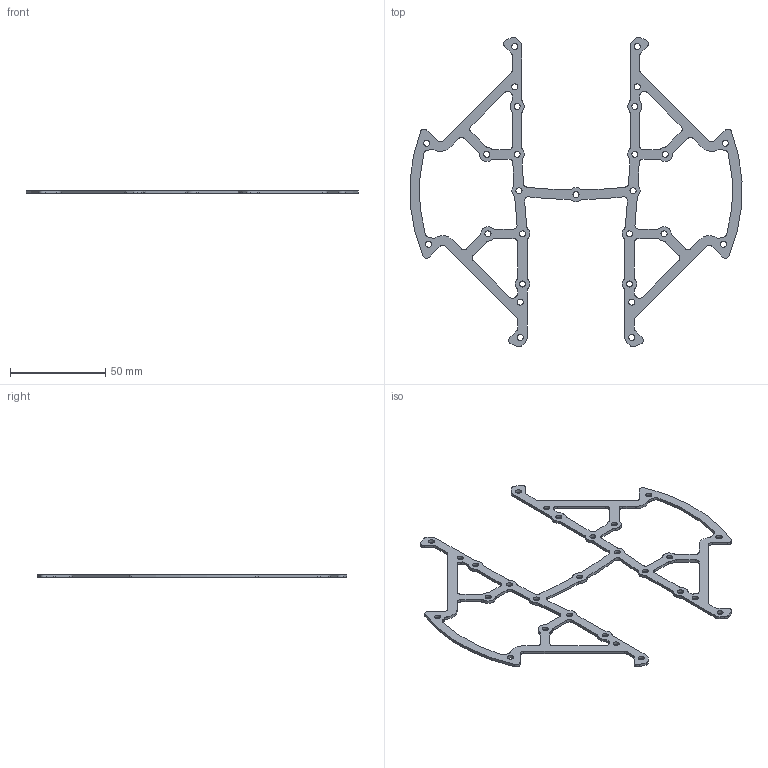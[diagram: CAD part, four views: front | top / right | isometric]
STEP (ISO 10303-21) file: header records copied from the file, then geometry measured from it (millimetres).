
FILE_DESCRIPTION(/* description */ (''),/* implementation_level */ '2;1');
FILE_NAME(/* name */ '2nd_frame.step',/* time_stamp */ '2025-07-15T13:07:24+09:00',/* author */ (''),/* organization */ (''),/* preprocessor_version */ 'ST-DEVELOPER v20.1',/* originating_system */ 'Autodesk Translation Framework v14.10.0.0',/* authorisation */ '');
FILE_SCHEMA (('AUTOMOTIVE_DESIGN { 1 0 10303 214 3 1 1 }'));
Length unit declared in the file: millimetre
Products named in the file (1): 2nd_frame_2
Bounding box: 174.7 x 163.07 x 1.5 mm (x, y, z)
Volume: 6753.7 mm3; surface area: 11920.6 mm2
Topology: 1 solids, 1 shells, 263 faces, 783 edges, 522 vertices
Faces by surface type: cylinder 190, plane 73
Full cylindrical faces by diameter (mm): 3.2 x26
Entity records: 9178 total; most frequent: DIRECTION 1691, CARTESIAN_POINT 1569, ORIENTED_EDGE 1566, EDGE_CURVE 783, AXIS2_PLACEMENT_3D 644, VERTEX_POINT 522, LINE 403, VECTOR 403
